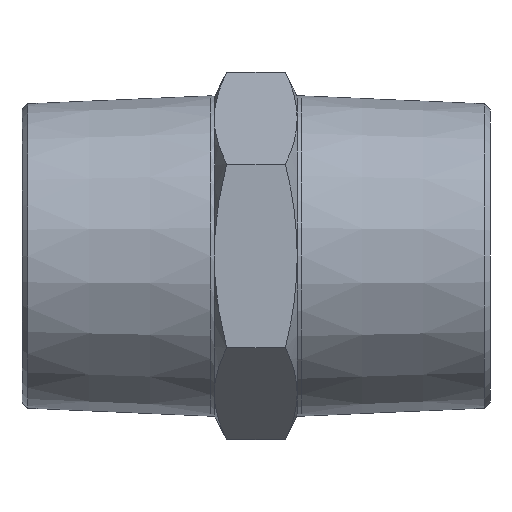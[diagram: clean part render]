
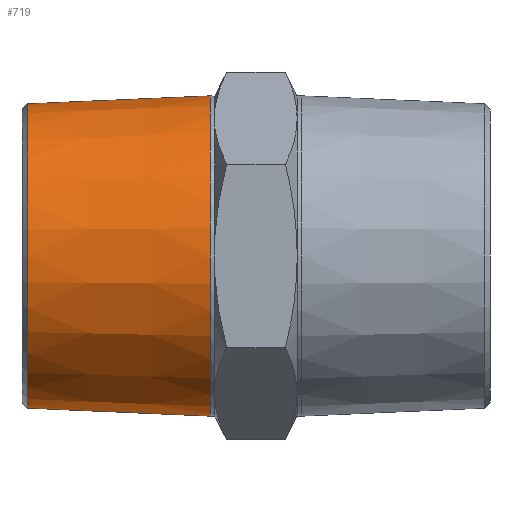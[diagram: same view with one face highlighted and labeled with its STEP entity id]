
A CAD part, left-side view. The second image highlights one B-rep face of the part: STEP entity #719.
In plain terms, the highlighted conical face has half-angle 2.5 degrees and reference radius 13.6 mm.
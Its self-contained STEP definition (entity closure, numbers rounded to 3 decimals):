
#86=ORIENTED_EDGE('',*,*,#216,.T.);
#87=ORIENTED_EDGE('',*,*,#217,.T.);
#216=EDGE_CURVE('',#281,#281,#322,.T.);
#217=EDGE_CURVE('',#282,#282,#323,.F.);
#281=VERTEX_POINT('',#972);
#282=VERTEX_POINT('',#974);
#322=CIRCLE('',#761,12.923);
#323=CIRCLE('',#762,13.6);
#351=EDGE_LOOP('',(#86));
#352=EDGE_LOOP('',(#87));
#399=FACE_BOUND('',#351,.T.);
#400=FACE_BOUND('',#352,.T.);
#447=CONICAL_SURFACE('',#760,13.6,0.044);
#719=ADVANCED_FACE('',(#399,#400),#447,.T.);
#760=AXIS2_PLACEMENT_3D('',#970,#827,#828);
#761=AXIS2_PLACEMENT_3D('',#971,#829,#830);
#762=AXIS2_PLACEMENT_3D('',#973,#831,#832);
#827=DIRECTION('',(0.,-1.,0.));
#828=DIRECTION('',(0.,0.,-1.));
#829=DIRECTION('',(0.,-1.,0.));
#830=DIRECTION('',(0.,0.,-1.));
#831=DIRECTION('',(0.,-1.,0.));
#832=DIRECTION('',(0.,0.,-1.));
#970=CARTESIAN_POINT('',(0.,7.37,0.));
#971=CARTESIAN_POINT('',(0.,22.87,0.));
#972=CARTESIAN_POINT('',(0.,22.87,-12.923));
#973=CARTESIAN_POINT('',(0.,7.37,0.));
#974=CARTESIAN_POINT('',(0.,7.37,-13.6));
